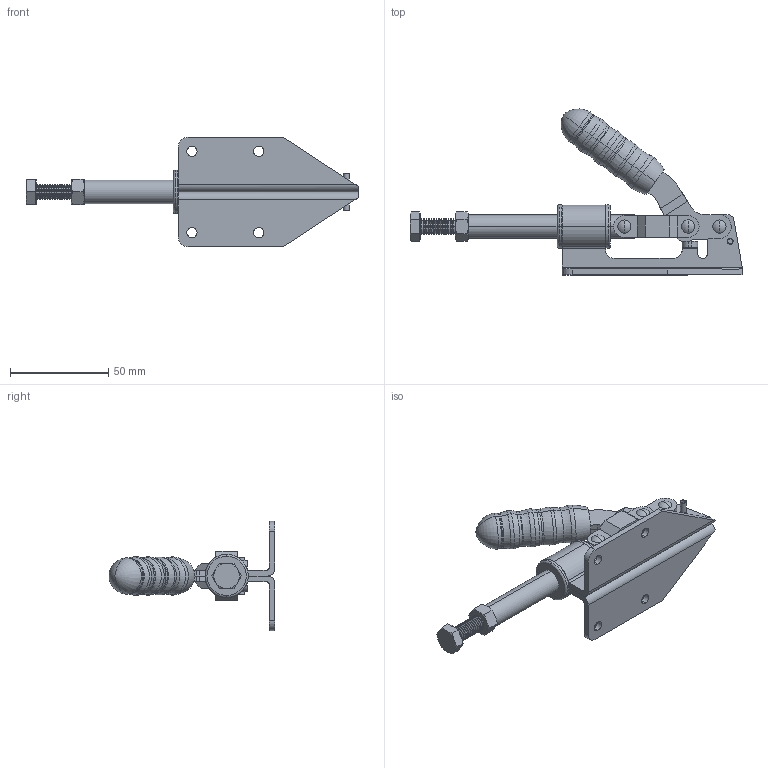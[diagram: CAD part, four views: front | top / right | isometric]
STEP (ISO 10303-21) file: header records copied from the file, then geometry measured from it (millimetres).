
FILE_DESCRIPTION (( 'STEP AP214' ), '1' );
FILE_NAME ('GH-36092M(Â²¤Æ).STEP', '2020-07-02T09:18:33', ( 'LinWei' ), ( '' ), 'SwSTEP 2.0', 'SolidWorks 2016', '' );
FILE_SCHEMA (( 'AUTOMOTIVE_DESIGN' ));
Length unit declared in the file: millimetre
Products named in the file (6): 436092M33-1^GH-36092M(簡化); Group5^GH-36092M(簡化); Group3^GH-36092M(簡化); Group2^GH-36092M(簡化); Group1^GH-36092M(簡化); GH-36092M(簡化)
Assembly tree (5 placements, depth 2):
  GH-36092M(簡化)
    Group1^GH-36092M(簡化)
    Group2^GH-36092M(簡化)
    Group3^GH-36092M(簡化)
    Group5^GH-36092M(簡化)
    436092M33-1^GH-36092M(簡化)
Bounding box: 168.94 x 84.44 x 55.6 mm (x, y, z)
Volume: 58562.1 mm3; surface area: 33534 mm2
Topology: 5 solids, 5 shells, 505 faces, 1273 edges, 789 vertices
Faces by surface type: cylinder 168, cone 162, plane 123, torus 46, sphere 6
Entity records: 16679 total; most frequent: DIRECTION 2914, CARTESIAN_POINT 2903, ORIENTED_EDGE 2538, EDGE_CURVE 1269, AXIS2_PLACEMENT_3D 1176, VERTEX_POINT 789, CIRCLE 663, LINE 562
